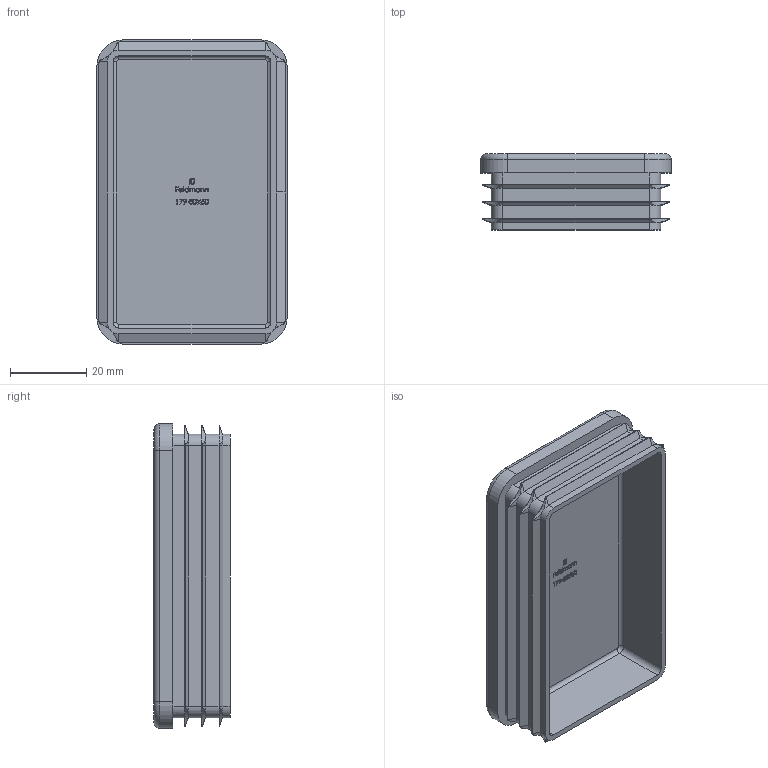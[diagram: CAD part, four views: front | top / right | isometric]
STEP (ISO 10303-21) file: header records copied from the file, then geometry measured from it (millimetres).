
FILE_DESCRIPTION (( 'STEP AP203' ), '1' );
FILE_NAME ('179-80X50.step', '2021-01-25T13:14:42', ( '' ), ( '' ), 'SwSTEP 2.0', 'SolidWorks 2018', '' );
FILE_SCHEMA (( 'CONFIG_CONTROL_DESIGN' ));
Length unit declared in the file: millimetre
Products named in the file (2): 179-80X50
Bounding box: 50 x 20 x 80 mm (x, y, z)
Volume: 25664.4 mm3; surface area: 18245.2 mm2
Topology: 1 solids, 1 shells, 454 faces, 1202 edges, 778 vertices
Faces by surface type: plane 219, bspline 120, cylinder 83, cone 24, torus 8
Entity records: 20312 total; most frequent: CARTESIAN_POINT 9860, ORIENTED_EDGE 2404, DIRECTION 1685, EDGE_CURVE 1202, VERTEX_POINT 778, VECTOR 671, LINE 671, AXIS2_PLACEMENT_3D 507
